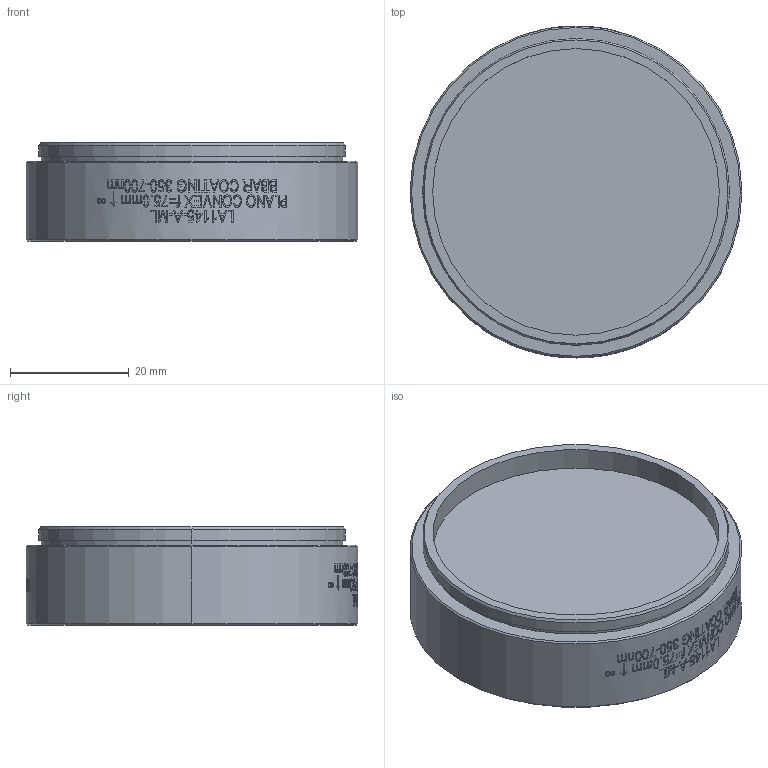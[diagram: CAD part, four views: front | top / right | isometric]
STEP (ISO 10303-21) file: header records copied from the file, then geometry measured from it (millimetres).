
FILE_DESCRIPTION (( 'STEP AP203' ), '1' );
FILE_NAME ('TTN039511-E0W.STEP', '2015-11-16T18:43:48', ( 'admin' ), ( '' ), 'SwSTEP 2.0', 'SolidWorks 2014', '' );
FILE_SCHEMA (( 'CONFIG_CONTROL_DESIGN' ));
Length unit declared in the file: inch
Products named in the file (1): TTN039511-E0W
Bounding box: 55.88 x 55.88 x 16.51 mm (x, y, z)
Volume: 22520.4 mm3; surface area: 12898.8 mm2
Topology: 3 solids, 3 shells, 141 faces, 817 edges, 772 vertices
Faces by surface type: cylinder 105, cone 18, plane 16, sphere 2
Entity records: 14945 total; most frequent: CARTESIAN_POINT 8524, ORIENTED_EDGE 1634, DIRECTION 966, EDGE_CURVE 817, VERTEX_POINT 772, AXIS2_PLACEMENT_3D 390, B_SPLINE_CURVE_WITH_KNOTS 383, CIRCLE 248
